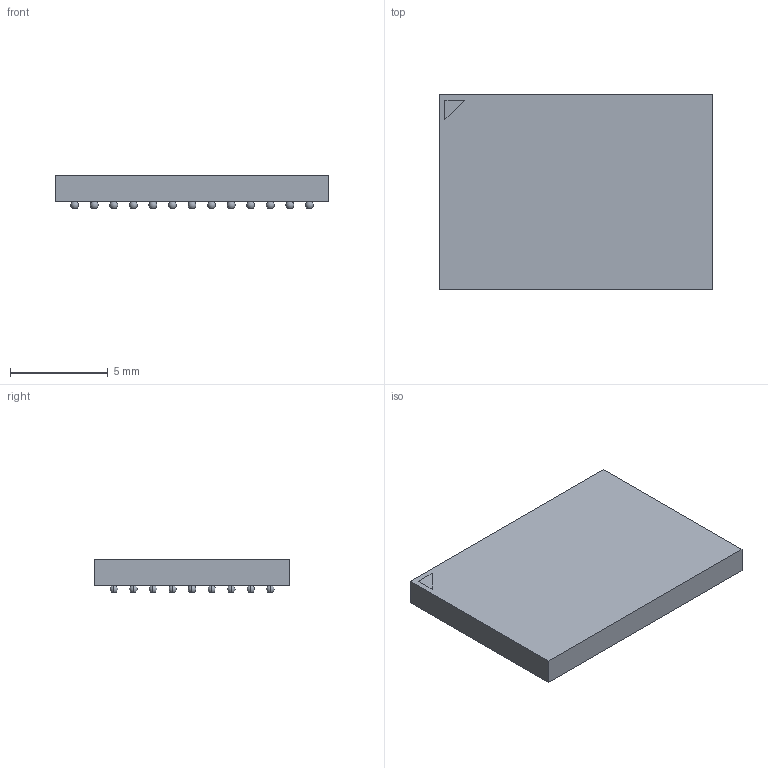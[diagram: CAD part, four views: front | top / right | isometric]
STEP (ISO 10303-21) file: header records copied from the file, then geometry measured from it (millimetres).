
FILE_DESCRIPTION((''),'2;1');
FILE_NAME('BGA117C100P13X9_1400X1000X170.stp','2011-08-16T11:31:03',(''),(''),'Mechanical Desktop 2011','Mechanical Desktop 2011',', , ');
FILE_SCHEMA(('AUTOMOTIVE_DESIGN { 1 2 10303 214 1 1 1 1 }'));
Length unit declared in the file: millimetre
Products named in the file (1): Product
Bounding box: 14 x 10 x 1.7 mm (x, y, z)
Volume: 191.5 mm3; surface area: 405.9 mm2
Topology: 119 solids, 119 shells, 483 faces, 967 edges, 724 vertices
Faces by surface type: plane 249, sphere 234
Entity records: 13435 total; most frequent: DIRECTION 2871, CARTESIAN_POINT 2174, ORIENTED_EDGE 1932, AXIS2_PLACEMENT_3D 1420, EDGE_CURVE 966, CIRCLE 936, VERTEX_POINT 722, EDGE_LOOP 484
